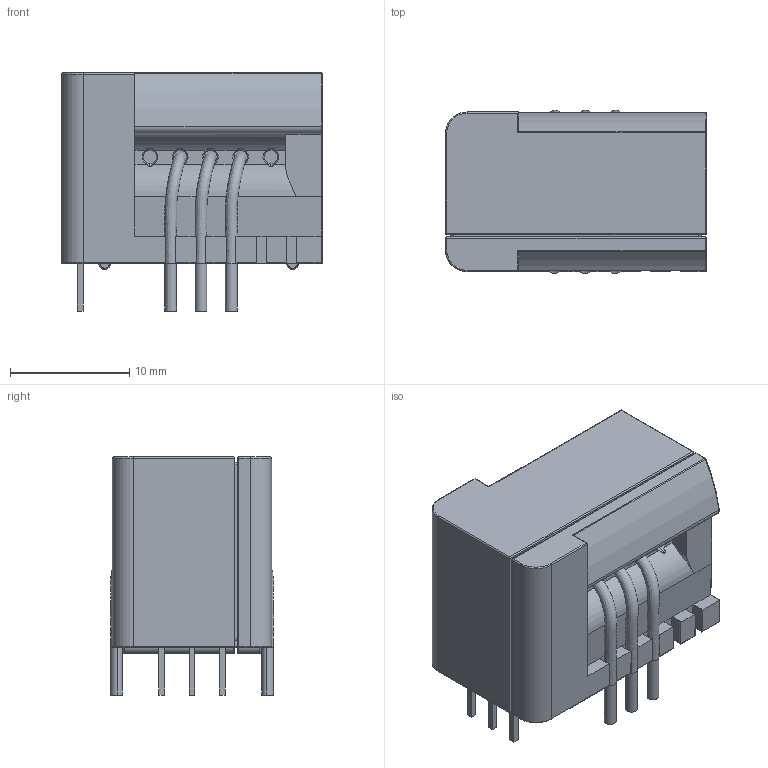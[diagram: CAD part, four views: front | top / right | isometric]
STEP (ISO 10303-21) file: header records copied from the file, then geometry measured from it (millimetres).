
FILE_DESCRIPTION((''),'2;1');
FILE_NAME('SENS_LEM_CAS 25-NP.stp','2015-08-19T17:13:20',(''),(''),'Mechanical Desktop 2011','Mechanical Desktop 2011',', , ');
FILE_SCHEMA(('AUTOMOTIVE_DESIGN { 1 2 10303 214 1 1 1 1 }'));
Length unit declared in the file: millimetre
Products named in the file (1): Product
Bounding box: 21.91 x 13.7 x 20 mm (x, y, z)
Volume: 4243.4 mm3; surface area: 2276.9 mm2
Topology: 7 solids, 7 shells, 344 faces, 907 edges, 576 vertices
Faces by surface type: plane 176, cylinder 115, cone 20, bspline 16, torus 12, sphere 5
Entity records: 21177 total; most frequent: CARTESIAN_POINT 12606, ORIENTED_EDGE 1810, DIRECTION 1783, EDGE_CURVE 905, AXIS2_PLACEMENT_3D 629, VERTEX_POINT 576, VECTOR 525, LINE 525
